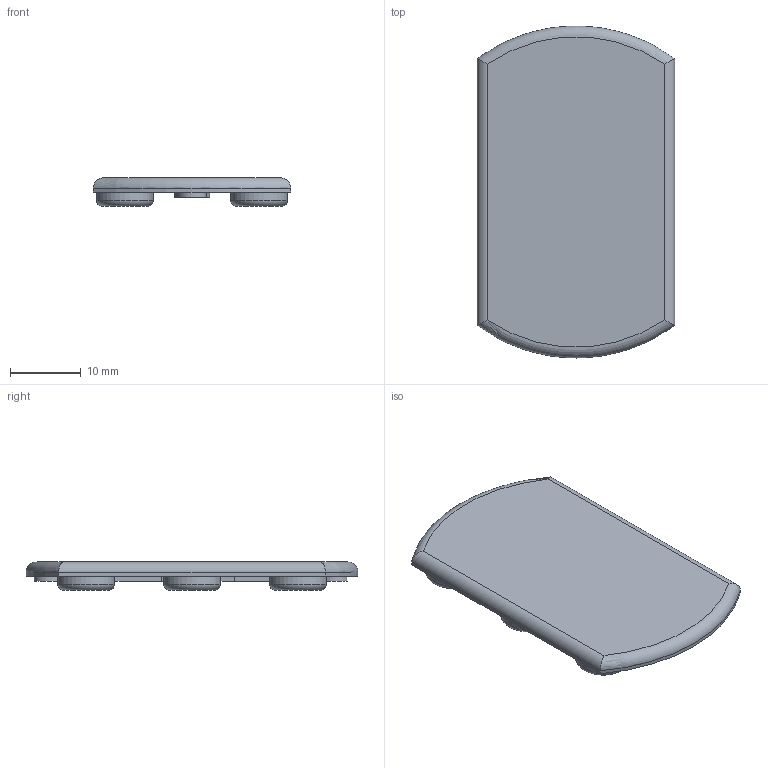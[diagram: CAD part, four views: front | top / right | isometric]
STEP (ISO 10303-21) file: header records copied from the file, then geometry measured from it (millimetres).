
FILE_DESCRIPTION(/* description */ ('STEP AP242','CAx-IF Rec.Pracs.---Representation and Presentation of Product Manufacturing Information (PMI)---4.0---2014-10-13','CAx-IF Rec.Pracs.---3D Tessellated Geometry---0.4---2014-09-14','2;1'),/* implementation_level */ '2;1');
FILE_NAME(/* name */ '68939f91bd442638c9b29148',/* time_stamp */ '2025-08-06T18:31:45Z',/* author */ (''),/* organization */ (''),/* preprocessor_version */ 'ST-DEVELOPER v20',/* originating_system */ 'ONSHAPE BY PTC INC, 1.201',/* authorisation */ ' ');
FILE_SCHEMA (('AP242_MANAGED_MODEL_BASED_3D_ENGINEERING_MIM_LF { 1 0 10303 442 1 1 4 }'));
Length unit declared in the file: metre
Products named in the file (1): chip
Bounding box: 28 x 47 x 4 mm (x, y, z)
Volume: 3021.7 mm3; surface area: 2976 mm2
Topology: 1 solids, 1 shells, 57 faces, 140 edges, 92 vertices
Faces by surface type: plane 29, cylinder 20, torus 8
Full cylindrical faces by diameter (mm): 8 x6
Entity records: 1602 total; most frequent: CARTESIAN_POINT 282, DIRECTION 278, ORIENTED_EDGE 244, EDGE_CURVE 122, AXIS2_PLACEMENT_3D 102, VERTEX_POINT 86, EDGE_LOOP 76, FACE_BOUND 76
